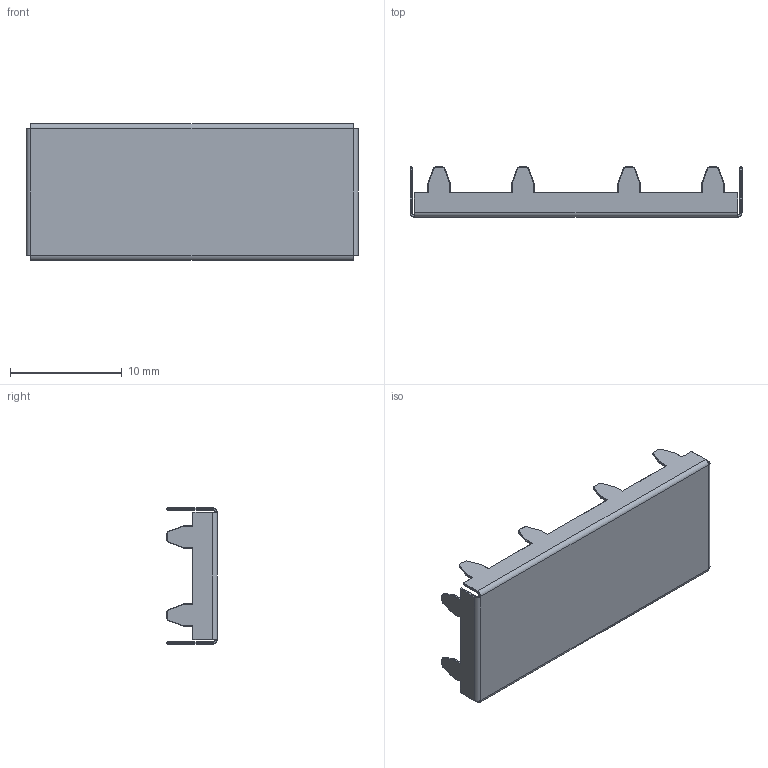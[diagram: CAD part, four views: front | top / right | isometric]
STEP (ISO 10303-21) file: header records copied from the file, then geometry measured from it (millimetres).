
FILE_DESCRIPTION (( 'STEP AP214' ), '1' );
FILE_NAME ('Shield,29.5x12x0.2.STEP', '2020-05-17T18:33:42', ( '' ), ( '' ), 'SwSTEP 2.0', 'SolidWorks 2020', '' );
FILE_SCHEMA (( 'AUTOMOTIVE_DESIGN' ));
Length unit declared in the file: millimetre
Products named in the file (1): Shield,29.5x12x0.2
Bounding box: 29.7 x 4.5 x 12.2 mm (x, y, z)
Volume: 111.4 mm3; surface area: 1138.8 mm2
Topology: 1 solids, 1 shells, 470 faces, 1060 edges, 592 vertices
Faces by surface type: plane 302, cone 112, cylinder 56
Entity records: 12630 total; most frequent: DIRECTION 2226, CARTESIAN_POINT 2123, ORIENTED_EDGE 2120, EDGE_CURVE 1060, LINE 836, VECTOR 836, AXIS2_PLACEMENT_3D 695, VERTEX_POINT 592
